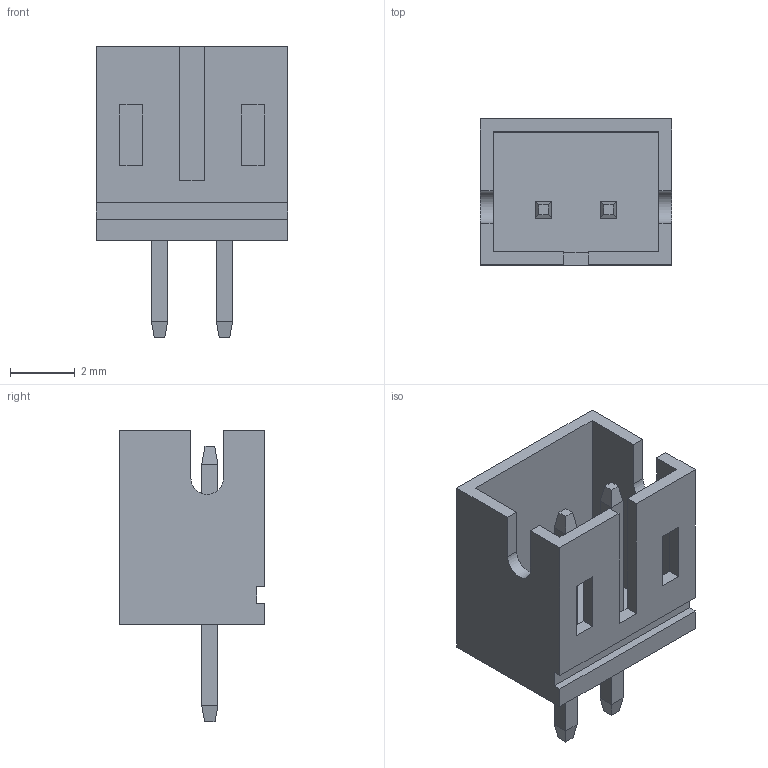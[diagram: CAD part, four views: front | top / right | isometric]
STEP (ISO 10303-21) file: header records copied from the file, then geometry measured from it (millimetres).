
FILE_DESCRIPTION(('FreeCAD Model'),'2;1');
FILE_NAME('318F6023-F148-40B2-8A07-F8D84219D46E.step','2016-08-01T14:17:05',( 'Author'),(''),'Open CASCADE STEP processor 6.8','FreeCAD','Unknown' );
FILE_SCHEMA(('AUTOMOTIVE_DESIGN_CC2 { 1 2 10303 214 -1 1 5 4 }'));
Length unit declared in the file: millimetre
Products named in the file (1): 318F6023-F148-40B2-8A07-F8D84219D46E
Bounding box: 5.9 x 4.5 x 9 mm (x, y, z)
Volume: 52.9 mm3; surface area: 301.6 mm2
Topology: 1 solids, 1 shells, 70 faces, 176 edges, 112 vertices
Faces by surface type: plane 68, cylinder 2
Entity records: 5018 total; most frequent: CARTESIAN_POINT 915, DIRECTION 664, LINE 512, VECTOR 512, ORIENTED_EDGE 352, PCURVE 352, DEFINITIONAL_REPRESENTATION 352, EDGE_CURVE 176
